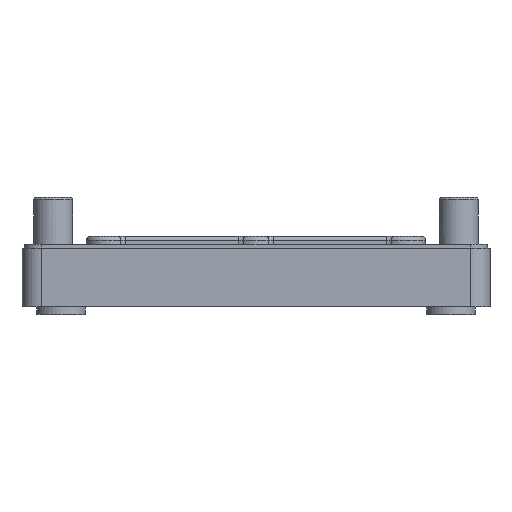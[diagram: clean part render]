
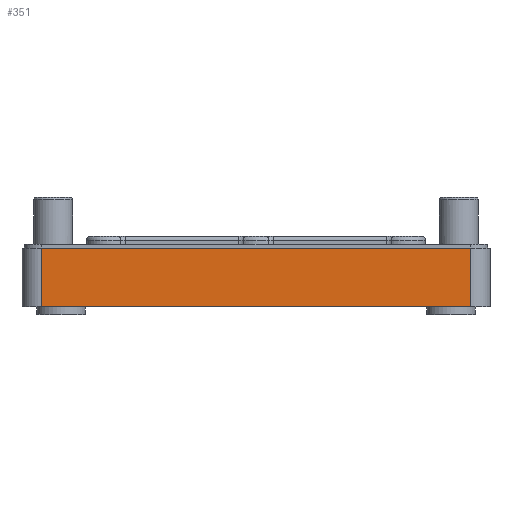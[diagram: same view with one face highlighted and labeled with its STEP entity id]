
A CAD part, front view. The second image highlights one B-rep face of the part: STEP entity #351.
In plain terms, the highlighted planar face has unit normal (0, -1, 0).
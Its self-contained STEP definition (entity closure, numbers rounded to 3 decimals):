
#351=ADVANCED_FACE('',(#554),#514,.T.);
#514=PLANE('',#2718);
#554=FACE_OUTER_BOUND('',#695,.T.);
#695=EDGE_LOOP('',(#1258,#1259,#1260,#1261));
#907=LINE('',#3940,#1026);
#946=LINE('',#4181,#1065);
#947=LINE('',#4184,#1066);
#948=LINE('',#4185,#1067);
#1026=VECTOR('',#3081,1.);
#1065=VECTOR('',#3216,1.);
#1066=VECTOR('',#3217,1.);
#1067=VECTOR('',#3218,1.);
#1258=ORIENTED_EDGE('',*,*,#2192,.F.);
#1259=ORIENTED_EDGE('',*,*,#2193,.T.);
#1260=ORIENTED_EDGE('',*,*,#2111,.T.);
#1261=ORIENTED_EDGE('',*,*,#2194,.T.);
#1871=VERTEX_POINT('',#3939);
#1872=VERTEX_POINT('',#3941);
#1948=VERTEX_POINT('',#4182);
#1949=VERTEX_POINT('',#4183);
#2111=EDGE_CURVE('',#1872,#1871,#907,.T.);
#2192=EDGE_CURVE('',#1948,#1949,#946,.T.);
#2193=EDGE_CURVE('',#1948,#1872,#947,.T.);
#2194=EDGE_CURVE('',#1871,#1949,#948,.T.);
#2718=AXIS2_PLACEMENT_3D('',#4186,#3219,#3220);
#3081=DIRECTION('',(1.,0.,0.));
#3216=DIRECTION('',(1.,0.,0.));
#3217=DIRECTION('',(0.,0.,-1.));
#3218=DIRECTION('',(0.,0.,1.));
#3219=DIRECTION('',(0.,-1.,0.));
#3220=DIRECTION('',(0.,0.,-1.));
#3939=CARTESIAN_POINT('',(57.5,0.,0.));
#3940=CARTESIAN_POINT('',(30.,0.,0.));
#3941=CARTESIAN_POINT('',(2.5,0.,0.));
#4181=CARTESIAN_POINT('',(30.,0.,7.5));
#4182=CARTESIAN_POINT('',(2.5,0.,7.5));
#4183=CARTESIAN_POINT('',(57.5,0.,7.5));
#4184=CARTESIAN_POINT('',(2.5,0.,0.));
#4185=CARTESIAN_POINT('',(57.5,0.,0.));
#4186=CARTESIAN_POINT('',(30.,0.,0.));
